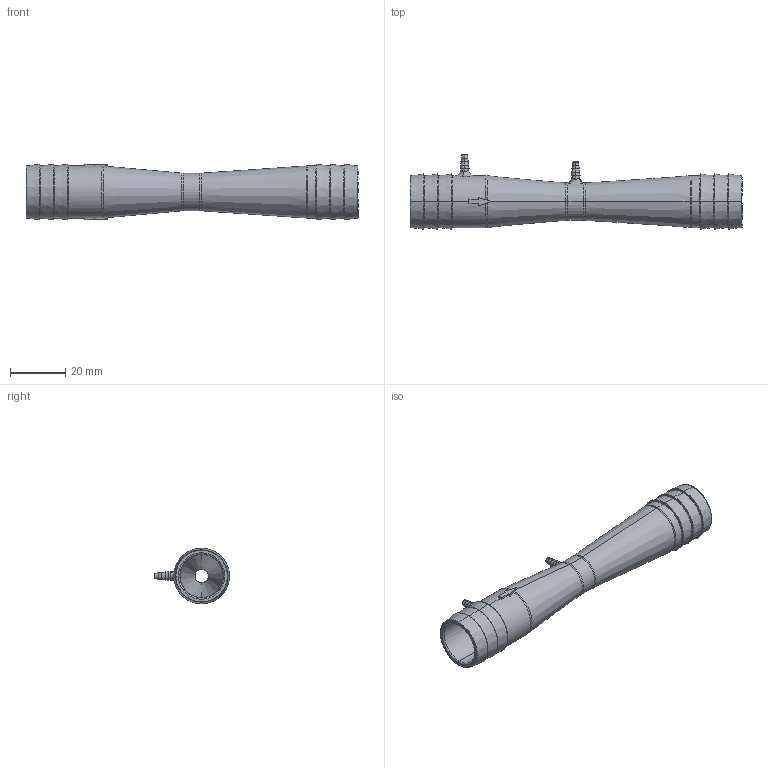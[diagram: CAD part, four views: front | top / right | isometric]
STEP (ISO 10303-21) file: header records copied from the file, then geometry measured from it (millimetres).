
FILE_DESCRIPTION (( 'STEP AP203' ), '1' );
FILE_NAME ('BrunO2venturi.STEP', '2020-04-16T16:27:12', ( '' ), ( '' ), 'SwSTEP 2.0', 'SolidWorks 2019', '' );
FILE_SCHEMA (( 'CONFIG_CONTROL_DESIGN' ));
Length unit declared in the file: inch
Products named in the file (1): BrunO2venturi
Bounding box: 120.65 x 27.16 x 20.32 mm (x, y, z)
Volume: 13302.3 mm3; surface area: 11817.3 mm2
Topology: 1 solids, 1 shells, 162 faces, 351 edges, 206 vertices
Faces by surface type: bspline 46, cone 36, plane 34, cylinder 24, torus 22
Entity records: 12586 total; most frequent: CARTESIAN_POINT 9422, ORIENTED_EDGE 702, DIRECTION 555, EDGE_CURVE 351, AXIS2_PLACEMENT_3D 235, VERTEX_POINT 206, EDGE_LOOP 183, ADVANCED_FACE 162
